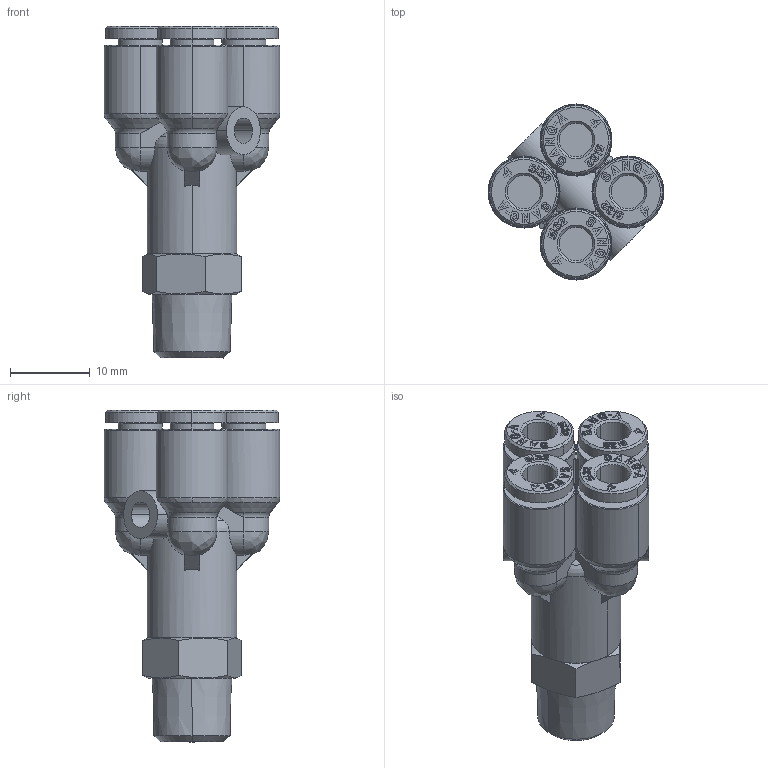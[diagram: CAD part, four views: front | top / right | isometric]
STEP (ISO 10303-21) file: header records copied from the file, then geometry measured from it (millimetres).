
FILE_DESCRIPTION (( 'STEP AP214' ), '1' );
FILE_NAME ('PXT04-01.stp', '2015-09-24T09:41:33', ( '' ), ( '' ), 'SwSTEP 2.0', 'SolidWorks 2015', '' );
FILE_SCHEMA (( 'AUTOMOTIVE_DESIGN' ));
Length unit declared in the file: millimetre
Products named in the file (2): ｦ+ﾃｦ1; PXT04-01
Assembly tree (1 placements, depth 2):
  PXT04-01
    ｦ+ﾃｦ1
Bounding box: 22 x 22 x 41.5 mm (x, y, z)
Volume: 5004.8 mm3; surface area: 4357.6 mm2
Topology: 1 solids, 1 shells, 1646 faces, 4665 edges, 3092 vertices
Faces by surface type: plane 1368, bspline 126, cylinder 84, cone 62, torus 6
Entity records: 55989 total; most frequent: CARTESIAN_POINT 12825, ORIENTED_EDGE 9330, DIRECTION 7563, EDGE_CURVE 4665, LINE 3999, VECTOR 3999, VERTEX_POINT 3092, AXIS2_PLACEMENT_3D 1782
